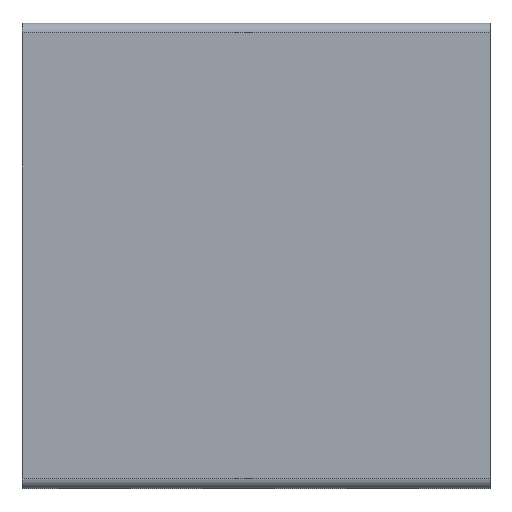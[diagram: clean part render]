
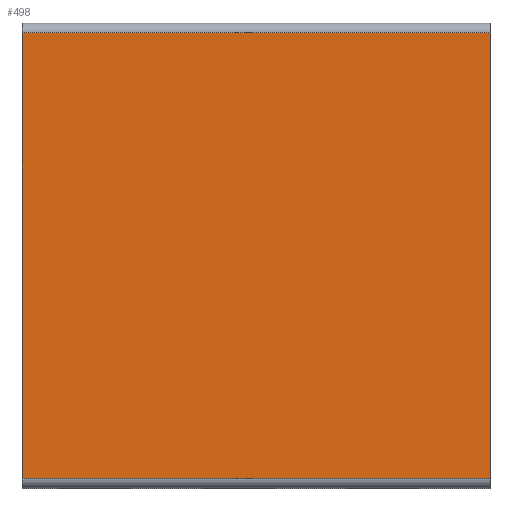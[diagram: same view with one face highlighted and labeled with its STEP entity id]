
A CAD part, top view. The second image highlights one B-rep face of the part: STEP entity #498.
In plain terms, the highlighted planar face has unit normal (0, 0, 1).
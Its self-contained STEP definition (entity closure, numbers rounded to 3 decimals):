
#140 = VERTEX_POINT('',#141);
#141 = CARTESIAN_POINT('',(17.75,-21.8,19.6));
#148 = EDGE_CURVE('',#140,#149,#151,.T.);
#149 = VERTEX_POINT('',#150);
#150 = CARTESIAN_POINT('',(17.75,1.35,19.6));
#151 = LINE('',#152,#153);
#152 = CARTESIAN_POINT('',(17.75,-22.3,19.6));
#153 = VECTOR('',#154,1.);
#154 = DIRECTION('',(0.,1.,0.));
#453 = VERTEX_POINT('',#454);
#454 = CARTESIAN_POINT('',(-6.55,-21.8,19.6));
#463 = EDGE_CURVE('',#453,#140,#464,.T.);
#464 = LINE('',#465,#466);
#465 = CARTESIAN_POINT('',(-6.55,-21.8,19.6));
#466 = VECTOR('',#467,1.);
#467 = DIRECTION('',(1.,0.,0.));
#478 = EDGE_CURVE('',#149,#479,#481,.T.);
#479 = VERTEX_POINT('',#480);
#480 = CARTESIAN_POINT('',(-6.55,1.35,19.6));
#481 = LINE('',#482,#483);
#482 = CARTESIAN_POINT('',(17.75,1.35,19.6));
#483 = VECTOR('',#484,1.);
#484 = DIRECTION('',(-1.,0.,0.));
#498 = ADVANCED_FACE('',(#499),#510,.T.);
#499 = FACE_BOUND('',#500,.T.);
#500 = EDGE_LOOP('',(#501,#502,#503,#509));
#501 = ORIENTED_EDGE('',*,*,#148,.T.);
#502 = ORIENTED_EDGE('',*,*,#478,.T.);
#503 = ORIENTED_EDGE('',*,*,#504,.T.);
#504 = EDGE_CURVE('',#479,#453,#505,.T.);
#505 = LINE('',#506,#507);
#506 = CARTESIAN_POINT('',(-6.55,1.85,19.6));
#507 = VECTOR('',#508,1.);
#508 = DIRECTION('',(0.,-1.,0.));
#509 = ORIENTED_EDGE('',*,*,#463,.T.);
#510 = PLANE('',#511);
#511 = AXIS2_PLACEMENT_3D('',#512,#513,#514);
#512 = CARTESIAN_POINT('',(5.6,-10.225,19.6));
#513 = DIRECTION('',(0.,0.,1.));
#514 = DIRECTION('',(1.,0.,-0.));
